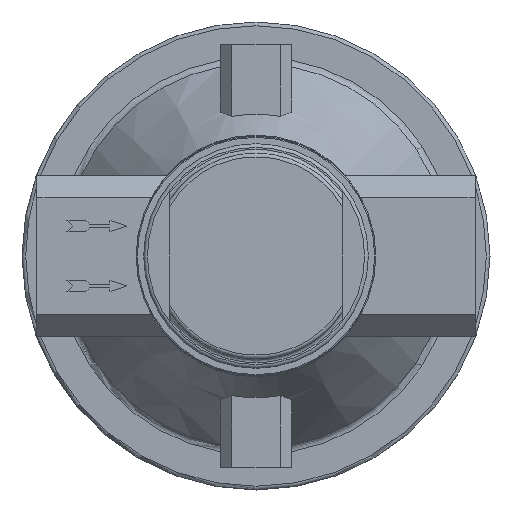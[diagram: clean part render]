
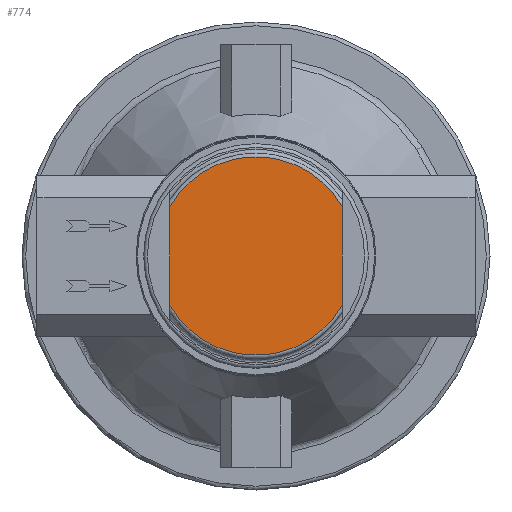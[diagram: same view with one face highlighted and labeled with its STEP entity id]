
A CAD part, front view. The second image highlights one B-rep face of the part: STEP entity #774.
In plain terms, the highlighted planar face has unit normal (0, -1, 0).
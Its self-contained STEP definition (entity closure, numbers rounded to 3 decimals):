
#774 = ADVANCED_FACE( '', ( #1645 ), #1646, .F. );
#1645 = FACE_OUTER_BOUND( '', #2515, .T. );
#1646 = PLANE( '', #2516 );
#2515 = EDGE_LOOP( '', ( #4479, #4480, #4481, #4482 ) );
#2516 = AXIS2_PLACEMENT_3D( '', #4483, #4484, #4485 );
#4479 = ORIENTED_EDGE( '', *, *, #4904, .T. );
#4480 = ORIENTED_EDGE( '', *, *, #5196, .T. );
#4481 = ORIENTED_EDGE( '', *, *, #5092, .T. );
#4482 = ORIENTED_EDGE( '', *, *, #5176, .T. );
#4483 = CARTESIAN_POINT( '', ( 26.5, -57., 0. ) );
#4484 = DIRECTION( '', ( 0., 1., 0. ) );
#4485 = DIRECTION( '', ( 0., 0., 1. ) );
#4904 = EDGE_CURVE( '', #5896, #5893, #5897, .T. );
#5092 = EDGE_CURVE( '', #6166, #6170, #6172, .T. );
#5176 = EDGE_CURVE( '', #6170, #5896, #6276, .T. );
#5196 = EDGE_CURVE( '', #5893, #6166, #6300, .T. );
#5893 = VERTEX_POINT( '', #7294 );
#5896 = VERTEX_POINT( '', #7308 );
#5897 = CIRCLE( '', #7309, 26.5 );
#6166 = VERTEX_POINT( '', #7700 );
#6170 = VERTEX_POINT( '', #7715 );
#6172 = CIRCLE( '', #7730, 26.5 );
#6276 = LINE( '', #7879, #7880 );
#6300 = LINE( '', #7915, #7916 );
#7294 = CARTESIAN_POINT( '', ( -23., -57., 13.162 ) );
#7308 = CARTESIAN_POINT( '', ( 23., -57., 13.162 ) );
#7309 = AXIS2_PLACEMENT_3D( '', #8501, #8502, #8503 );
#7700 = CARTESIAN_POINT( '', ( -23., -57., -13.162 ) );
#7715 = CARTESIAN_POINT( '', ( 23., -57., -13.162 ) );
#7730 = AXIS2_PLACEMENT_3D( '', #8699, #8700, #8701 );
#7879 = CARTESIAN_POINT( '', ( 23., -57., 0. ) );
#7880 = VECTOR( '', #8780, 1000. );
#7915 = CARTESIAN_POINT( '', ( -23., -57., 0. ) );
#7916 = VECTOR( '', #8795, 1000. );
#8501 = CARTESIAN_POINT( '', ( 0., -57., 0. ) );
#8502 = DIRECTION( '', ( 0., -1., 0. ) );
#8503 = DIRECTION( '', ( 0., 0., -1. ) );
#8699 = CARTESIAN_POINT( '', ( 0., -57., 0. ) );
#8700 = DIRECTION( '', ( 0., -1., 0. ) );
#8701 = DIRECTION( '', ( 0., 0., -1. ) );
#8780 = DIRECTION( '', ( 0., 0., 1. ) );
#8795 = DIRECTION( '', ( 0., 0., -1. ) );
